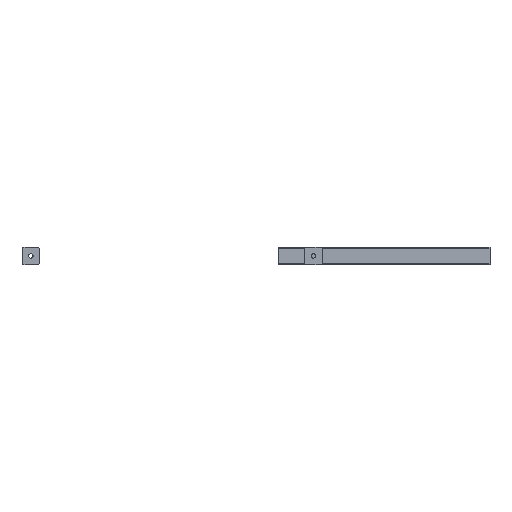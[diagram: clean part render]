
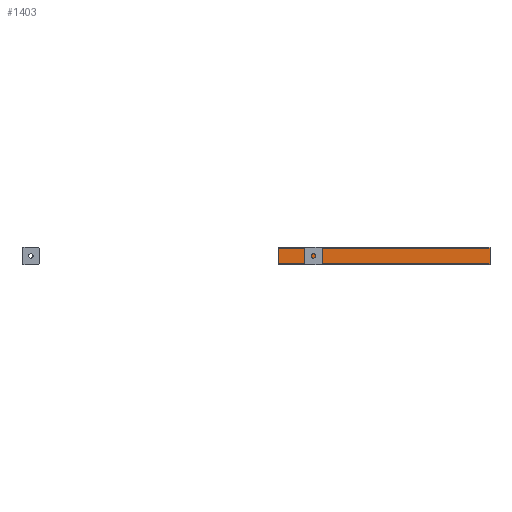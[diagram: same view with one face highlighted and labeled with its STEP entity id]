
A CAD part, left-side view. The second image highlights one B-rep face of the part: STEP entity #1403.
In plain terms, the highlighted planar face has unit normal (-1, 0, 0).
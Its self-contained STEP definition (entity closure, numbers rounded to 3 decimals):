
#840 = PLANE('',#841);
#841 = AXIS2_PLACEMENT_3D('',#842,#843,#844);
#842 = CARTESIAN_POINT('',(0.,0.,0.));
#843 = DIRECTION('',(0.,0.,1.));
#844 = DIRECTION('',(1.,0.,-0.));
#868 = PLANE('',#869);
#869 = AXIS2_PLACEMENT_3D('',#870,#871,#872);
#870 = CARTESIAN_POINT('',(-9.5,-9.5,0.));
#871 = DIRECTION('',(-0.707,-0.707,0.));
#872 = DIRECTION('',(0.,0.,1.));
#896 = PLANE('',#897);
#897 = AXIS2_PLACEMENT_3D('',#898,#899,#900);
#898 = CARTESIAN_POINT('',(0.,0.,240.));
#899 = DIRECTION('',(0.,0.,1.));
#900 = DIRECTION('',(1.,0.,-0.));
#1046 = VERTEX_POINT('',#1047);
#1047 = CARTESIAN_POINT('',(-10.,9.,0.));
#1061 = PLANE('',#1062);
#1062 = AXIS2_PLACEMENT_3D('',#1063,#1064,#1065);
#1063 = CARTESIAN_POINT('',(-9.5,9.5,0.));
#1064 = DIRECTION('',(-0.707,0.707,0.));
#1065 = DIRECTION('',(0.,0.,1.));
#1073 = EDGE_CURVE('',#1046,#1074,#1076,.T.);
#1074 = VERTEX_POINT('',#1075);
#1075 = CARTESIAN_POINT('',(-10.,-9.,0.));
#1076 = SURFACE_CURVE('',#1077,(#1081,#1088),.PCURVE_S1.);
#1077 = LINE('',#1078,#1079);
#1078 = CARTESIAN_POINT('',(-10.,10.,0.));
#1079 = VECTOR('',#1080,1.);
#1080 = DIRECTION('',(0.,-1.,0.));
#1081 = PCURVE('',#840,#1082);
#1082 = DEFINITIONAL_REPRESENTATION('',(#1083),#1087);
#1083 = LINE('',#1084,#1085);
#1084 = CARTESIAN_POINT('',(-10.,10.));
#1085 = VECTOR('',#1086,1.);
#1086 = DIRECTION('',(0.,-1.));
#1087 = ( GEOMETRIC_REPRESENTATION_CONTEXT(2) 
PARAMETRIC_REPRESENTATION_CONTEXT() REPRESENTATION_CONTEXT('2D SPACE',''
  ) );
#1088 = PCURVE('',#1089,#1094);
#1089 = PLANE('',#1090);
#1090 = AXIS2_PLACEMENT_3D('',#1091,#1092,#1093);
#1091 = CARTESIAN_POINT('',(-10.,10.,0.));
#1092 = DIRECTION('',(1.,0.,-0.));
#1093 = DIRECTION('',(0.,-1.,0.));
#1094 = DEFINITIONAL_REPRESENTATION('',(#1095),#1099);
#1095 = LINE('',#1096,#1097);
#1096 = CARTESIAN_POINT('',(0.,0.));
#1097 = VECTOR('',#1098,1.);
#1098 = DIRECTION('',(1.,0.));
#1099 = ( GEOMETRIC_REPRESENTATION_CONTEXT(2) 
PARAMETRIC_REPRESENTATION_CONTEXT() REPRESENTATION_CONTEXT('2D SPACE',''
  ) );
#1163 = VERTEX_POINT('',#1164);
#1164 = CARTESIAN_POINT('',(-10.,-9.,240.));
#1185 = EDGE_CURVE('',#1074,#1163,#1186,.T.);
#1186 = SURFACE_CURVE('',#1187,(#1191,#1198),.PCURVE_S1.);
#1187 = LINE('',#1188,#1189);
#1188 = CARTESIAN_POINT('',(-10.,-9.,0.));
#1189 = VECTOR('',#1190,1.);
#1190 = DIRECTION('',(0.,0.,1.));
#1191 = PCURVE('',#868,#1192);
#1192 = DEFINITIONAL_REPRESENTATION('',(#1193),#1197);
#1193 = LINE('',#1194,#1195);
#1194 = CARTESIAN_POINT('',(0.,0.707));
#1195 = VECTOR('',#1196,1.);
#1196 = DIRECTION('',(1.,0.));
#1197 = ( GEOMETRIC_REPRESENTATION_CONTEXT(2) 
PARAMETRIC_REPRESENTATION_CONTEXT() REPRESENTATION_CONTEXT('2D SPACE',''
  ) );
#1198 = PCURVE('',#1089,#1199);
#1199 = DEFINITIONAL_REPRESENTATION('',(#1200),#1204);
#1200 = LINE('',#1201,#1202);
#1201 = CARTESIAN_POINT('',(19.,0.));
#1202 = VECTOR('',#1203,1.);
#1203 = DIRECTION('',(0.,-1.));
#1204 = ( GEOMETRIC_REPRESENTATION_CONTEXT(2) 
PARAMETRIC_REPRESENTATION_CONTEXT() REPRESENTATION_CONTEXT('2D SPACE',''
  ) );
#1330 = VERTEX_POINT('',#1331);
#1331 = CARTESIAN_POINT('',(-10.,9.,240.));
#1352 = EDGE_CURVE('',#1330,#1163,#1353,.T.);
#1353 = SURFACE_CURVE('',#1354,(#1358,#1365),.PCURVE_S1.);
#1354 = LINE('',#1355,#1356);
#1355 = CARTESIAN_POINT('',(-10.,10.,240.));
#1356 = VECTOR('',#1357,1.);
#1357 = DIRECTION('',(0.,-1.,0.));
#1358 = PCURVE('',#896,#1359);
#1359 = DEFINITIONAL_REPRESENTATION('',(#1360),#1364);
#1360 = LINE('',#1361,#1362);
#1361 = CARTESIAN_POINT('',(-10.,10.));
#1362 = VECTOR('',#1363,1.);
#1363 = DIRECTION('',(0.,-1.));
#1364 = ( GEOMETRIC_REPRESENTATION_CONTEXT(2) 
PARAMETRIC_REPRESENTATION_CONTEXT() REPRESENTATION_CONTEXT('2D SPACE',''
  ) );
#1365 = PCURVE('',#1089,#1366);
#1366 = DEFINITIONAL_REPRESENTATION('',(#1367),#1371);
#1367 = LINE('',#1368,#1369);
#1368 = CARTESIAN_POINT('',(0.,-240.));
#1369 = VECTOR('',#1370,1.);
#1370 = DIRECTION('',(1.,0.));
#1371 = ( GEOMETRIC_REPRESENTATION_CONTEXT(2) 
PARAMETRIC_REPRESENTATION_CONTEXT() REPRESENTATION_CONTEXT('2D SPACE',''
  ) );
#1403 = ADVANCED_FACE('',(#1404),#1089,.F.);
#1404 = FACE_BOUND('',#1405,.F.);
#1405 = EDGE_LOOP('',(#1406,#1407,#1428,#1429));
#1406 = ORIENTED_EDGE('',*,*,#1073,.F.);
#1407 = ORIENTED_EDGE('',*,*,#1408,.T.);
#1408 = EDGE_CURVE('',#1046,#1330,#1409,.T.);
#1409 = SURFACE_CURVE('',#1410,(#1414,#1421),.PCURVE_S1.);
#1410 = LINE('',#1411,#1412);
#1411 = CARTESIAN_POINT('',(-10.,9.,0.));
#1412 = VECTOR('',#1413,1.);
#1413 = DIRECTION('',(0.,0.,1.));
#1414 = PCURVE('',#1089,#1415);
#1415 = DEFINITIONAL_REPRESENTATION('',(#1416),#1420);
#1416 = LINE('',#1417,#1418);
#1417 = CARTESIAN_POINT('',(1.,0.));
#1418 = VECTOR('',#1419,1.);
#1419 = DIRECTION('',(0.,-1.));
#1420 = ( GEOMETRIC_REPRESENTATION_CONTEXT(2) 
PARAMETRIC_REPRESENTATION_CONTEXT() REPRESENTATION_CONTEXT('2D SPACE',''
  ) );
#1421 = PCURVE('',#1061,#1422);
#1422 = DEFINITIONAL_REPRESENTATION('',(#1423),#1427);
#1423 = LINE('',#1424,#1425);
#1424 = CARTESIAN_POINT('',(0.,-0.707));
#1425 = VECTOR('',#1426,1.);
#1426 = DIRECTION('',(1.,0.));
#1427 = ( GEOMETRIC_REPRESENTATION_CONTEXT(2) 
PARAMETRIC_REPRESENTATION_CONTEXT() REPRESENTATION_CONTEXT('2D SPACE',''
  ) );
#1428 = ORIENTED_EDGE('',*,*,#1352,.T.);
#1429 = ORIENTED_EDGE('',*,*,#1185,.F.);
